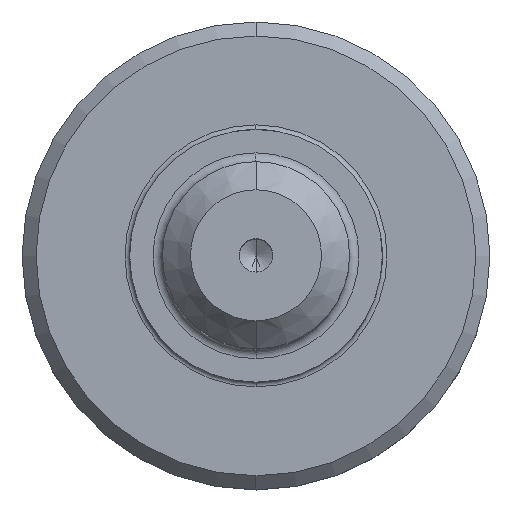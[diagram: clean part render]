
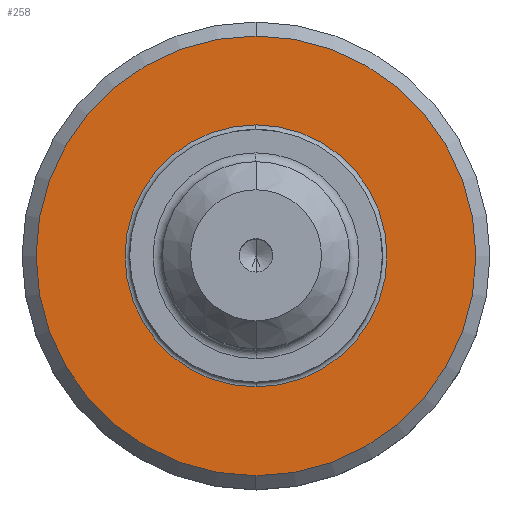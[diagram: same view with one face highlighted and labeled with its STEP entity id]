
A CAD part, top view. The second image highlights one B-rep face of the part: STEP entity #258.
In plain terms, the highlighted planar face has unit normal (0, 0, 1).
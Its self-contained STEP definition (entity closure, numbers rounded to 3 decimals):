
#258=ADVANCED_FACE('',(#327,#328),#308,.F.);
#308=PLANE('',#945);
#327=FACE_BOUND('',#347,.T.);
#328=FACE_BOUND('',#348,.T.);
#347=EDGE_LOOP('',(#423,#424));
#348=EDGE_LOOP('',(#425,#426));
#423=ORIENTED_EDGE('',*,*,#750,.F.);
#424=ORIENTED_EDGE('',*,*,#749,.T.);
#425=ORIENTED_EDGE('',*,*,#751,.T.);
#426=ORIENTED_EDGE('',*,*,#752,.T.);
#667=VERTEX_POINT('',#1309);
#668=VERTEX_POINT('',#1311);
#669=VERTEX_POINT('',#1316);
#670=VERTEX_POINT('',#1317);
#749=EDGE_CURVE('',#667,#668,#871,.T.);
#750=EDGE_CURVE('',#667,#668,#872,.T.);
#751=EDGE_CURVE('',#669,#670,#873,.T.);
#752=EDGE_CURVE('',#670,#669,#874,.T.);
#871=CIRCLE('',#940,23.5);
#872=CIRCLE('',#942,23.5);
#873=CIRCLE('',#943,14.);
#874=CIRCLE('',#944,14.);
#940=AXIS2_PLACEMENT_3D('',#1312,#1062,#1063);
#942=AXIS2_PLACEMENT_3D('',#1314,#1066,#1067);
#943=AXIS2_PLACEMENT_3D('',#1315,#1068,#1069);
#944=AXIS2_PLACEMENT_3D('',#1318,#1070,#1071);
#945=AXIS2_PLACEMENT_3D('',#1319,#1072,#1073);
#1062=DIRECTION('',(0.,0.,1.));
#1063=DIRECTION('',(0.,1.,0.));
#1066=DIRECTION('',(0.,0.,-1.));
#1067=DIRECTION('',(0.,1.,0.));
#1068=DIRECTION('',(0.,0.,-1.));
#1069=DIRECTION('',(0.,1.,0.));
#1070=DIRECTION('',(0.,0.,-1.));
#1071=DIRECTION('',(0.,-1.,0.));
#1072=DIRECTION('',(0.,0.,-1.));
#1073=DIRECTION('',(0.,1.,0.));
#1309=CARTESIAN_POINT('',(0.,23.5,14.));
#1311=CARTESIAN_POINT('',(0.,-23.5,14.));
#1312=CARTESIAN_POINT('',(0.,0.,14.));
#1314=CARTESIAN_POINT('',(0.,0.,14.));
#1315=CARTESIAN_POINT('',(0.,0.,14.));
#1316=CARTESIAN_POINT('',(0.,14.,14.));
#1317=CARTESIAN_POINT('',(0.,-14.,14.));
#1318=CARTESIAN_POINT('',(0.,0.,14.));
#1319=CARTESIAN_POINT('',(0.,0.,14.));
